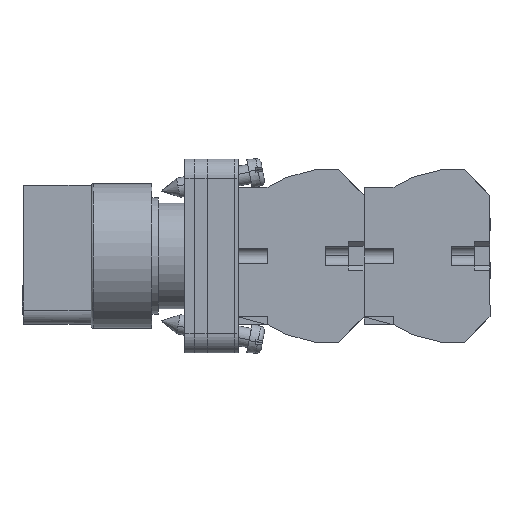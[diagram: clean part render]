
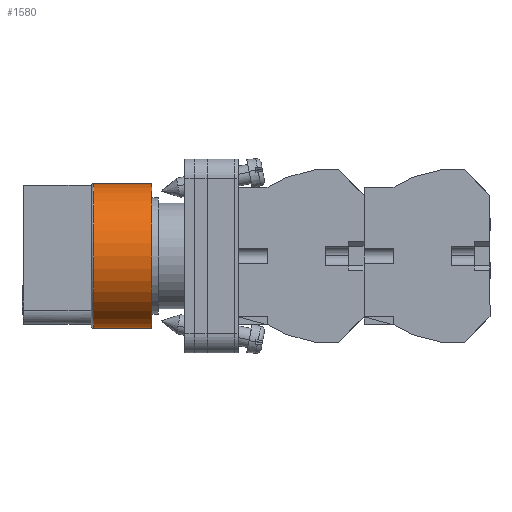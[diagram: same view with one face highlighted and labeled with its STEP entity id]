
A CAD part, left-side view. The second image highlights one B-rep face of the part: STEP entity #1580.
In plain terms, the highlighted cylindrical face has radius 14.925 mm (diameter 29.85 mm), a partial arc.
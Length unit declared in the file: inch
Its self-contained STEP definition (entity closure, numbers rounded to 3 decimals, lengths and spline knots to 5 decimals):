
#17 = EDGE_CURVE ( 'NONE', #14191, #1518, #14115, .T. ) ;
#62 = DIRECTION ( 'NONE',  ( 0., -1., 0. ) ) ;
#257 = AXIS2_PLACEMENT_3D ( 'NONE', #8479, #3401, #12247 ) ;
#731 = AXIS2_PLACEMENT_3D ( 'NONE', #5192, #14058, #6500 ) ;
#1268 = CIRCLE ( 'NONE', #13150, 0.5876 ) ;
#1332 = CARTESIAN_POINT ( 'NONE',  ( 0., 3.67379, -0.5876 ) ) ;
#1518 = VERTEX_POINT ( 'NONE', #7073 ) ;
#1580 = ADVANCED_FACE ( 'NONE', ( #15846 ), #9151, .T. ) ;
#1700 = CARTESIAN_POINT ( 'NONE',  ( 0., 0.44843, -0.5876 ) ) ;
#1741 = ORIENTED_EDGE ( 'NONE', *, *, #13415, .T. ) ;
#3039 = CARTESIAN_POINT ( 'NONE',  ( 0., 3.67379, 0.5876 ) ) ;
#3401 = DIRECTION ( 'NONE',  ( 0., -1., 0. ) ) ;
#5192 = CARTESIAN_POINT ( 'NONE',  ( 0., 0.92126, 0. ) ) ;
#5851 = ORIENTED_EDGE ( 'NONE', *, *, #9465, .T. ) ;
#6500 = DIRECTION ( 'NONE',  ( 0., 0., -1. ) ) ;
#6965 = DIRECTION ( 'NONE',  ( 0., 1., 0. ) ) ;
#6984 = CARTESIAN_POINT ( 'NONE',  ( 0., 0.92126, 0.5876 ) ) ;
#7073 = CARTESIAN_POINT ( 'NONE',  ( 0., 0.44843, 0.5876 ) ) ;
#7924 = VECTOR ( 'NONE', #62, 39.37008 ) ;
#8479 = CARTESIAN_POINT ( 'NONE',  ( 0., 3.67379, 0. ) ) ;
#9151 = CYLINDRICAL_SURFACE ( 'NONE', #257, 0.5876 ) ;
#9465 = EDGE_CURVE ( 'NONE', #10687, #1518, #1268, .T. ) ;
#10485 = ORIENTED_EDGE ( 'NONE', *, *, #16158, .T. ) ;
#10687 = VERTEX_POINT ( 'NONE', #1700 ) ;
#10692 = CIRCLE ( 'NONE', #731, 0.5876 ) ;
#10698 = VERTEX_POINT ( 'NONE', #14354 ) ;
#10730 = VECTOR ( 'NONE', #14395, 39.37008 ) ;
#11240 = LINE ( 'NONE', #1332, #7924 ) ;
#12247 = DIRECTION ( 'NONE',  ( 0., 0., -1. ) ) ;
#13150 = AXIS2_PLACEMENT_3D ( 'NONE', #14531, #6965, #15824 ) ;
#13415 = EDGE_CURVE ( 'NONE', #10698, #10687, #11240, .T. ) ;
#14058 = DIRECTION ( 'NONE',  ( 0., -1., 0. ) ) ;
#14115 = LINE ( 'NONE', #3039, #10730 ) ;
#14191 = VERTEX_POINT ( 'NONE', #6984 ) ;
#14354 = CARTESIAN_POINT ( 'NONE',  ( 0., 0.92126, -0.5876 ) ) ;
#14395 = DIRECTION ( 'NONE',  ( 0., -1., 0. ) ) ;
#14531 = CARTESIAN_POINT ( 'NONE',  ( 0., 0.44843, 0. ) ) ;
#15824 = DIRECTION ( 'NONE',  ( 0., 0., 1. ) ) ;
#15846 = FACE_OUTER_BOUND ( 'NONE', #16411, .T. ) ;
#16158 = EDGE_CURVE ( 'NONE', #14191, #10698, #10692, .T. ) ;
#16259 = ORIENTED_EDGE ( 'NONE', *, *, #17, .F. ) ;
#16411 = EDGE_LOOP ( 'NONE', ( #16259, #10485, #1741, #5851 ) ) ;
